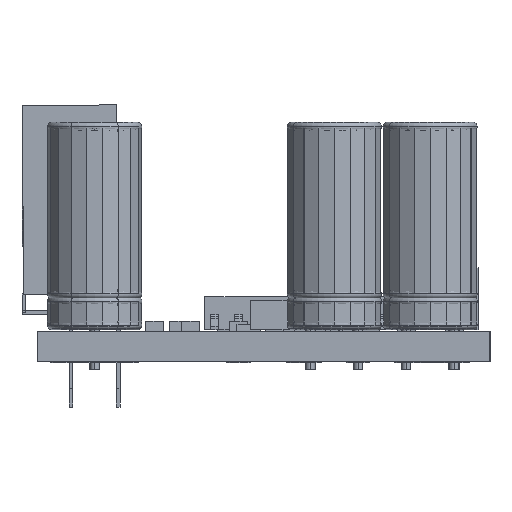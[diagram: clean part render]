
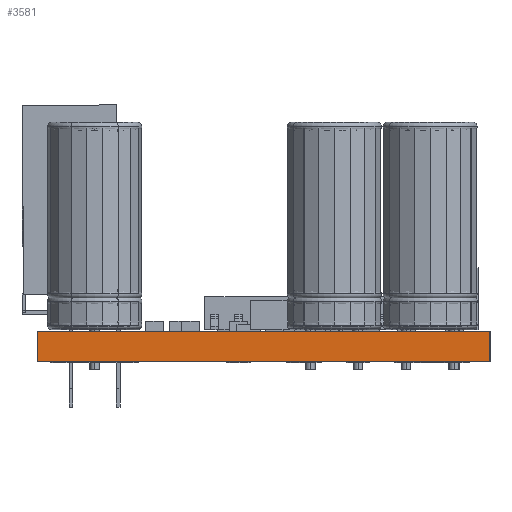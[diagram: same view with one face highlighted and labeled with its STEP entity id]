
A CAD part, left-side view. The second image highlights one B-rep face of the part: STEP entity #3581.
In plain terms, the highlighted planar face has unit normal (-1, 0, 0).
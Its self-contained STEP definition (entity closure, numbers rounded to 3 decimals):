
#3488=CARTESIAN_POINT('',(0.,24.,-0.8));
#3489=VERTEX_POINT('',#3488);
#3490=CARTESIAN_POINT('',(0.,24.,0.8));
#3491=VERTEX_POINT('',#3490);
#3492=CARTESIAN_POINT('',(0.,0.,-0.8));
#3493=VERTEX_POINT('',#3492);
#3494=CARTESIAN_POINT('',(0.,0.,0.8));
#3495=VERTEX_POINT('',#3494);
#3504=DIRECTION('',(0.,-24.,0.));
#3505=VECTOR('',#3504,1.);
#3506=LINE('',#3488,#3505);
#3507=DIRECTION('',(0.,-24.,0.));
#3508=VECTOR('',#3507,1.);
#3509=LINE('',#3490,#3508);
#3528=DIRECTION('',(0.,0.,1.6));
#3529=VECTOR('',#3528,1.);
#3530=LINE('',#3488,#3529);
#3531=DIRECTION('',(0.,0.,1.6));
#3532=VECTOR('',#3531,1.);
#3533=LINE('',#3492,#3532);
#3540=EDGE_CURVE('',#3489,#3493,#3506,.T.);
#3541=ORIENTED_EDGE('',*,*,#3540,.T.);
#3543=EDGE_CURVE('',#3491,#3495,#3509,.T.);
#3545=ORIENTED_EDGE('',*,*,#3543,.F.);
#3546=EDGE_CURVE('',#3489,#3491,#3530,.T.);
#3548=ORIENTED_EDGE('',*,*,#3546,.F.);
#3555=EDGE_CURVE('',#3493,#3495,#3533,.T.);
#3556=ORIENTED_EDGE('',*,*,#3555,.T.);
#3576=EDGE_LOOP('',(#3548,#3541,#3556,#3545));
#3577=FACE_OUTER_BOUND('',#3576,.T.);
#3578=DIRECTION('',(-576000000.,0.,0.));
#3579=AXIS2_PLACEMENT_3D('',#3488,#3578,$);
#3580=PLANE('',#3579);
#3581=ADVANCED_FACE('',(#3577),#3580,.T.);
